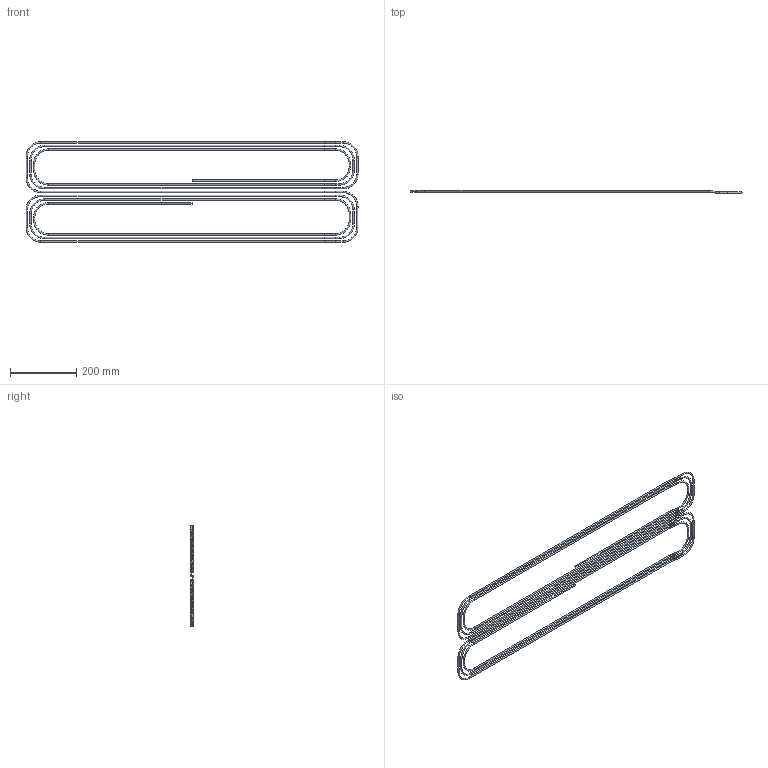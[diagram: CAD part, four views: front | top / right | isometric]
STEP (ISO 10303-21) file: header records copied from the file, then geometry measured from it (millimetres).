
FILE_DESCRIPTION(/* description */ (''),/* implementation_level */ '2;1');
FILE_NAME(/* name */ 'coil.stp',/* time_stamp */ '2022-02-05T14:56:04+13:00',/* author */ ('tlar613'),/* organization */ (''),/* preprocessor_version */ 'ST-DEVELOPER v18.1',/* originating_system */ 'Autodesk Inventor 2021',/* authorisation */ '');
FILE_SCHEMA (('AUTOMOTIVE_DESIGN { 1 0 10303 214 3 1 1 }'));
Length unit declared in the file: millimetre
Products named in the file (1): coil
Bounding box: 1004.3 x 8.8 x 304.3 mm (x, y, z)
Volume: 185142 mm3; surface area: 172670.7 mm2
Topology: 13 solids, 13 shells, 95 faces, 280 edges, 211 vertices
Faces by surface type: cylinder 33, plane 26, torus 24, bspline 12
Full cylindrical faces by diameter (mm): 4.3 x33
Entity records: 3635 total; most frequent: CARTESIAN_POINT 831, DIRECTION 671, ORIENTED_EDGE 560, AXIS2_PLACEMENT_3D 319, EDGE_CURVE 280, CIRCLE 235, VERTEX_POINT 211, FACE_OUTER_BOUND 95
